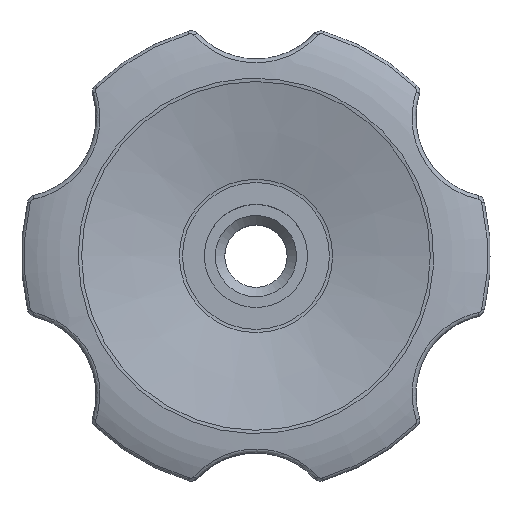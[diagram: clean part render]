
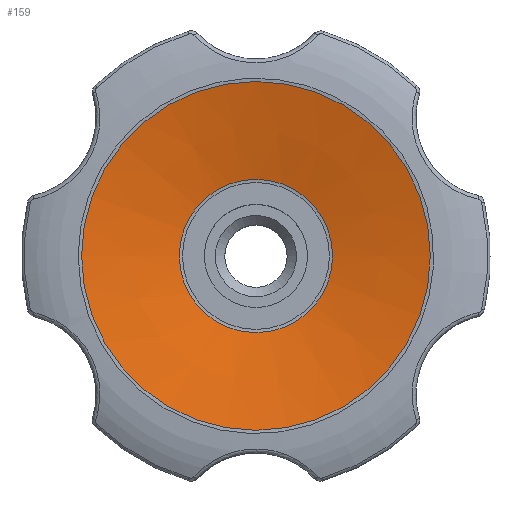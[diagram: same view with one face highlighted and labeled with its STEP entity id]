
A CAD part, top view. The second image highlights one B-rep face of the part: STEP entity #159.
In plain terms, the highlighted conical face has half-angle 76.908 degrees and reference radius 18.75 mm.
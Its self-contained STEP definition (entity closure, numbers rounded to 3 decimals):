
#159 = ADVANCED_FACE( '', ( #386, #387 ), #388, .F. );
#386 = FACE_BOUND( '', #1609, .T. );
#387 = FACE_OUTER_BOUND( '', #1610, .T. );
#388 = CONICAL_SURFACE( '', #1611, 18.75, 1.342 );
#1609 = EDGE_LOOP( '', ( #6003 ) );
#1610 = EDGE_LOOP( '', ( #6004 ) );
#1611 = AXIS2_PLACEMENT_3D( '', #6005, #6006, #6007 );
#6003 = ORIENTED_EDGE( '', *, *, #6442, .T. );
#6004 = ORIENTED_EDGE( '', *, *, #6546, .T. );
#6005 = CARTESIAN_POINT( '', ( 0., 0., 32. ) );
#6006 = DIRECTION( '', ( 0., 0., 1. ) );
#6007 = DIRECTION( '', ( 1., 0., 0. ) );
#6442 = EDGE_CURVE( '', #6719, #6719, #6720, .F. );
#6546 = EDGE_CURVE( '', #6901, #6901, #6902, .F. );
#6719 = VERTEX_POINT( '', #7110 );
#6720 = CIRCLE( '', #7111, 8.168 );
#6901 = VERTEX_POINT( '', #8890 );
#6902 = CIRCLE( '', #8891, 18.578 );
#7110 = CARTESIAN_POINT( '', ( 8.168, 0., 29.539 ) );
#7111 = AXIS2_PLACEMENT_3D( '', #10218, #10219, #10220 );
#8890 = CARTESIAN_POINT( '', ( -18.578, 0., 31.96 ) );
#8891 = AXIS2_PLACEMENT_3D( '', #10344, #10345, #10346 );
#10218 = CARTESIAN_POINT( '', ( 0., 0., 29.539 ) );
#10219 = DIRECTION( '', ( 0., 0., 1. ) );
#10220 = DIRECTION( '', ( 1., 0., 0. ) );
#10344 = CARTESIAN_POINT( '', ( 0., 0., 31.96 ) );
#10345 = DIRECTION( '', ( 0., 0., -1. ) );
#10346 = DIRECTION( '', ( -1., 0., 0. ) );
